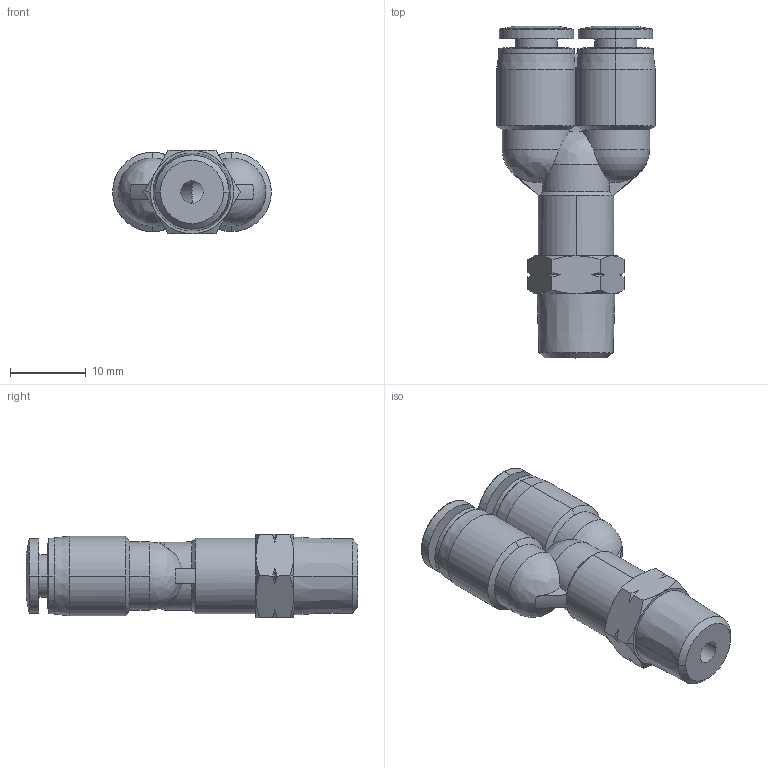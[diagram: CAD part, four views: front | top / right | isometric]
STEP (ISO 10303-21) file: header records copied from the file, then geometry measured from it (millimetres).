
FILE_DESCRIPTION (( 'STEP AP214' ), '1' );
FILE_NAME ('MY532-18N.step', '2016-02-24T20:46:46', ( '' ), ( '' ), 'SwSTEP 2.0', 'SolidWorks 2015', '' );
FILE_SCHEMA (( 'AUTOMOTIVE_DESIGN' ));
Length unit declared in the file: inch
Products named in the file (1): MY532-18N
Bounding box: 21 x 43.9 x 11 mm (x, y, z)
Volume: 4286.4 mm3; surface area: 3153.9 mm2
Topology: 1 solids, 1 shells, 128 faces, 316 edges, 196 vertices
Faces by surface type: cone 57, cylinder 31, plane 22, bspline 13, torus 4, sphere 1
Entity records: 6125 total; most frequent: CARTESIAN_POINT 1500, ORIENTED_EDGE 630, DIRECTION 598, EDGE_CURVE 315, AXIS2_PLACEMENT_3D 258, VERTEX_POINT 196, CIRCLE 142, EDGE_LOOP 139
